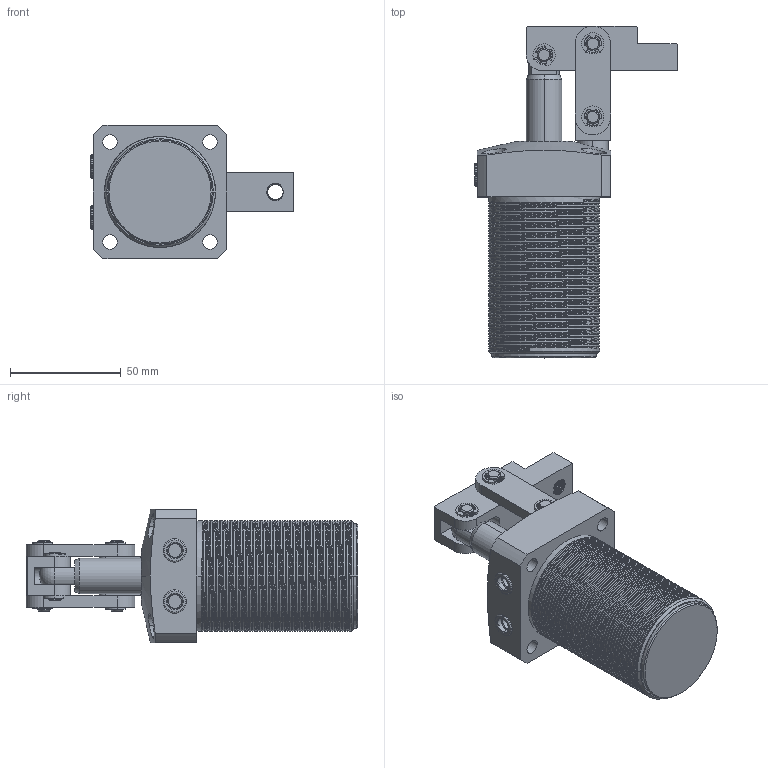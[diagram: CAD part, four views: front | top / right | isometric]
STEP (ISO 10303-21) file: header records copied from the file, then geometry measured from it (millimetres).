
FILE_DESCRIPTION (( 'STEP AP203' ), '1' );
FILE_NAME ('CPLCU-32.STEP', '2019-04-20T01:52:19', ( 'User' ), ( 'china' ), 'SwSTEP 2.0', 'SolidWorks 2018', '' );
FILE_SCHEMA (( 'CONFIG_CONTROL_DESIGN' ));
Length unit declared in the file: millimetre
Products named in the file (12): CPLCU32活塞杆; CPLCU-32-01; CPLCU032掛极; CPLCU-32-08; CPLCU-32; CPLCU-32-05; CPLCU-32-02; CPLCU-32-03; CPLCU-32-04; 802黑芛; LHC01D-32-01_1; M4X5-S
Assembly tree (25 placements, depth 2):
  CPLCU-32
    CPLCU-32-01
    CPLCU-32-08  x6
    CPLCU-32-05
    CPLCU-32-02  x2
    CPLCU-32-03
    CPLCU-32-04  x2
    LHC01D-32-01_1  x6
    802黑芛  x2
    M4X5-S  x2
    CPLCU32活塞杆
    CPLCU032掛极
Bounding box: 91.2 x 149.5 x 60 mm (x, y, z)
Volume: 229005.1 mm3; surface area: 63694.1 mm2
Topology: 25 solids, 25 shells, 887 faces, 2251 edges, 1445 vertices
Faces by surface type: cylinder 438, cone 222, plane 179, torus 24, bspline 23, sphere 1
Entity records: 38258 total; most frequent: CARTESIAN_POINT 23742, ORIENTED_EDGE 2906, DIRECTION 2459, EDGE_CURVE 1453, AXIS2_PLACEMENT_3D 970, VERTEX_POINT 954, EDGE_LOOP 611, ADVANCED_FACE 551
